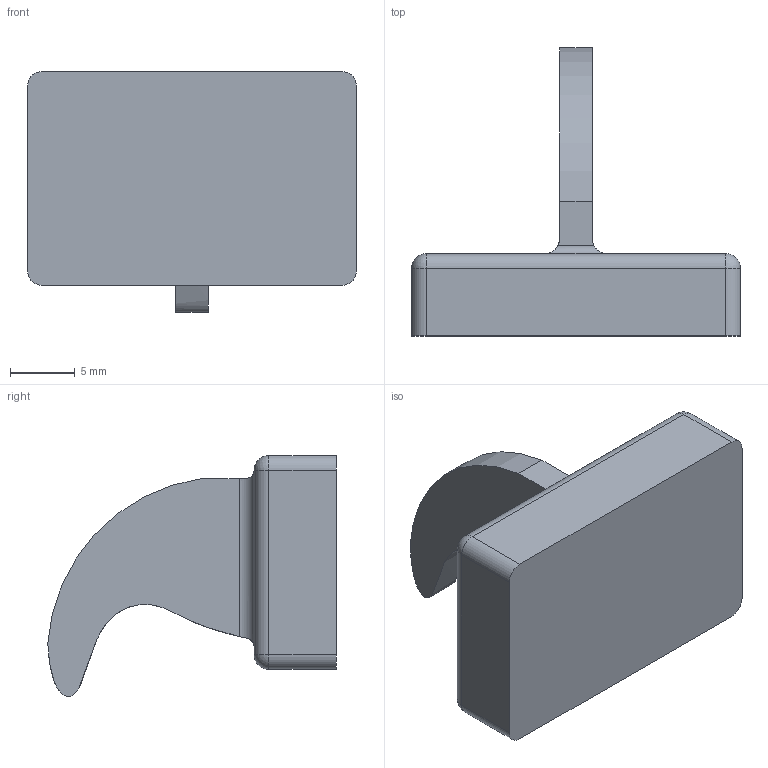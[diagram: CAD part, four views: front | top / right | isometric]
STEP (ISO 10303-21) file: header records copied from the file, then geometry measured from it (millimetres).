
FILE_DESCRIPTION(/* description */ (''),/* implementation_level */ '2;1');
FILE_NAME(/* name */ '57361b70-05ca-11ec-9d22-06f9a8846f7f.step',/* time_stamp */ '2021-08-25T17:32:03+00:00',/* author */ (''),/* organization */ (''),/* preprocessor_version */ 'ST-DEVELOPER v18.1',/* originating_system */ 'Autodesk Translation Framework v10.6.0.1341',/* authorisation */ '');
FILE_SCHEMA (('AUTOMOTIVE_DESIGN { 1 0 10303 214 3 1 1 }'));
Length unit declared in the file: centimetre
Products named in the file (1): temp_body
Bounding box: 25.4 x 22.28 x 18.6 mm (x, y, z)
Volume: 3027.9 mm3; surface area: 1694.1 mm2
Topology: 1 solids, 1 shells, 28 faces, 68 edges, 42 vertices
Faces by surface type: cylinder 12, plane 9, sphere 4, bspline 3
Entity records: 1031 total; most frequent: CARTESIAN_POINT 364, ORIENTED_EDGE 136, DIRECTION 123, EDGE_CURVE 68, AXIS2_PLACEMENT_3D 46, VERTEX_POINT 42, LINE 31, VECTOR 31
